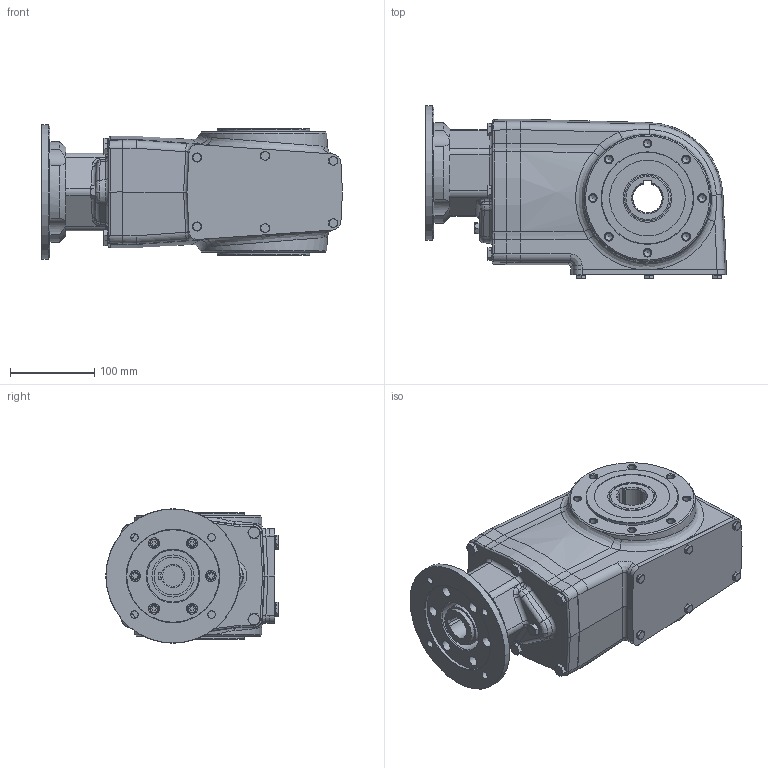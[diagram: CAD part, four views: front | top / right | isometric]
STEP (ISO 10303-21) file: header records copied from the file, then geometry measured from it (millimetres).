
FILE_DESCRIPTION(/* description */ ('Unknown'),/* implementation_level */ '2;1');
FILE_NAME(/* name */ '_B_X62N_I_xxx_-E_FB_N_-U_B3_-F_',/* time_stamp */ '2025-09-24T08:07:22+02:00',/* author */ ('Unknown'),/* organization */ ('Unknown'),/* preprocessor_version */ 'ST-DEVELOPER v18.104',/* originating_system */ 'Solid Edge',/* authorisation */ 'Unknown');
FILE_SCHEMA (('AUTOMOTIVE_DESIGN {1 0 10303 214 3 1 1}'));
Length unit declared in the file: millimetre
Products named in the file (4): _B_X62N_I_xxx_-E_FB_N_-U_B3_-F_; _B_X62N_I_xxx_-E_FB_; C505095Z; I854041
Assembly tree (3 placements, depth 2):
  _B_X62N_I_xxx_-E_FB_N_-U_B3_-F_
    _B_X62N_I_xxx_-E_FB_
    C505095Z
    I854041
Bounding box: 358 x 205.2 x 160 mm (x, y, z)
Volume: 6456577.7 mm3; surface area: 333830.9 mm2
Topology: 3 solids, 6 shells, 724 faces, 1696 edges, 1056 vertices
Faces by surface type: plane 279, cylinder 191, cone 147, bspline 56, torus 51
Full cylindrical faces by diameter (mm): 4.917 x12, 6 x6, 7 x6, 8.376 x32, 8.9 x6, 9 x4, 10 x6, 11.6 x6, 13 x6, 16.662 x1, 18 x1, 29 x1, 45 x3, 50 x1, 57.5 x2, 58 x2, 62 x1, 75 x3, 79.8 x2, 90 x2, 110 x3, 160 x1
Entity records: 25315 total; most frequent: CARTESIAN_POINT 5363, DIRECTION 3051, ORIENTED_EDGE 2802, EDGE_CURVE 1401, AXIS2_PLACEMENT_3D 1256, FACE_BOUND 1038, EDGE_LOOP 1016, VERTEX_POINT 987
